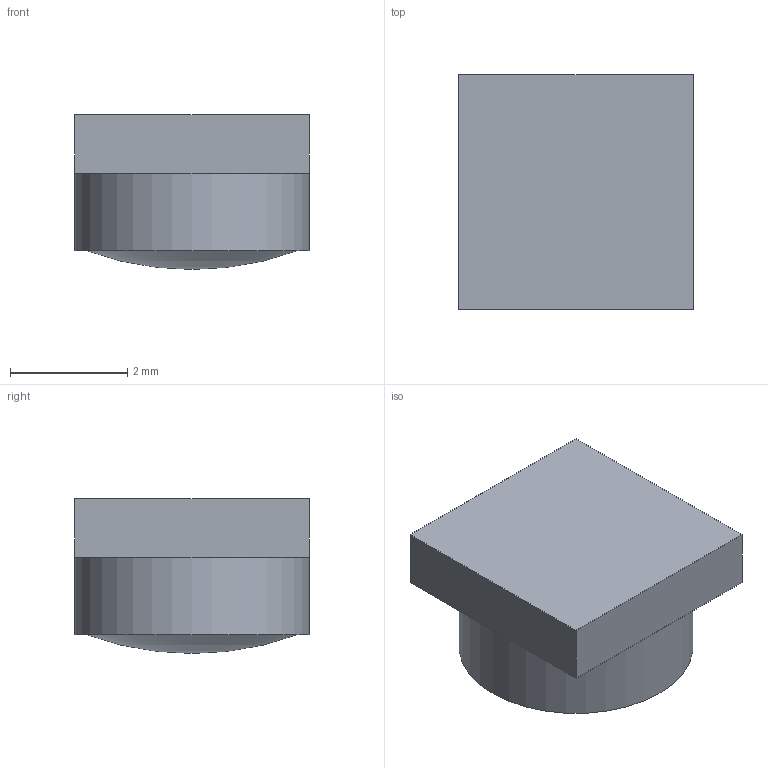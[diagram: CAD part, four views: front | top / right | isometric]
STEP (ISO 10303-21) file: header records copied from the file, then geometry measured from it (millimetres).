
FILE_DESCRIPTION(/* description */ (''),/* implementation_level */ '2;1');
FILE_NAME(/* name */ 'emission_1MM+lens.stp',/* time_stamp */ '2019-04-24T08:44:39+02:00',/* author */ ('veldhuijzen'),/* organization */ (''),/* preprocessor_version */ 'ST-DEVELOPER v17.2',/* originating_system */ 'Autodesk Inventor 2019',/* authorisation */ '');
FILE_SCHEMA (('AUTOMOTIVE_DESIGN { 1 0 10303 214 3 1 1 }'));
Length unit declared in the file: millimetre
Products named in the file (1): emissie1MM+lens
Bounding box: 4 x 4 x 2.64 mm (x, y, z)
Volume: 34.2 mm3; surface area: 64.9 mm2
Topology: 1 solids, 1 shells, 12 faces, 27 edges, 17 vertices
Faces by surface type: plane 10, sphere 1, cylinder 1
Full cylindrical faces by diameter (mm): 4 x1
Entity records: 390 total; most frequent: DIRECTION 61, CARTESIAN_POINT 56, ORIENTED_EDGE 52, EDGE_CURVE 26, AXIS2_PLACEMENT_3D 22, LINE 17, VECTOR 17, VERTEX_POINT 17
